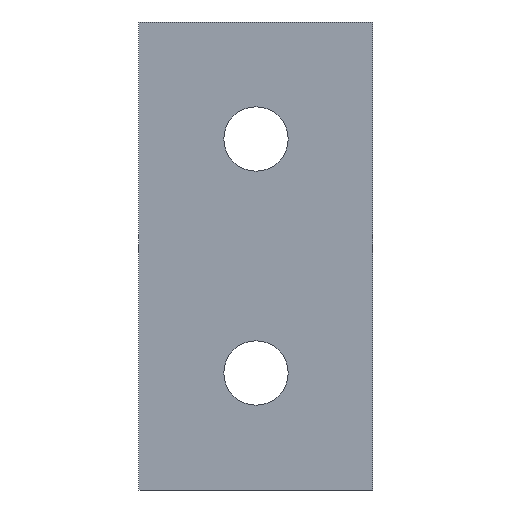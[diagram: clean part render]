
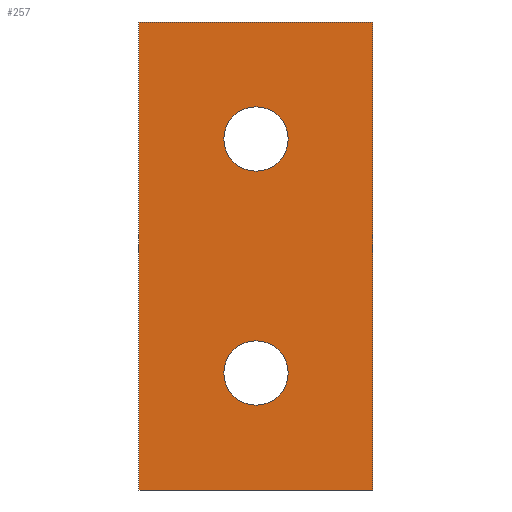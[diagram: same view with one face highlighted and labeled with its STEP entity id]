
A CAD part, front view. The second image highlights one B-rep face of the part: STEP entity #257.
In plain terms, the highlighted planar face has unit normal (0, -1, 0).
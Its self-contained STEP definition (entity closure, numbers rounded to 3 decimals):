
#17=FACE_BOUND('',#54,.T.);
#18=FACE_BOUND('',#55,.T.);
#27=PLANE('',#301);
#39=FACE_OUTER_BOUND('',#53,.T.);
#53=EDGE_LOOP('',(#219,#220,#221,#222));
#54=EDGE_LOOP('',(#223,#224));
#55=EDGE_LOOP('',(#225,#226));
#71=LINE('',#422,#93);
#76=LINE('',#431,#98);
#78=LINE('',#435,#100);
#82=LINE('',#442,#104);
#93=VECTOR('',#351,10.);
#98=VECTOR('',#358,10.);
#100=VECTOR('',#362,10.);
#104=VECTOR('',#368,10.);
#113=CIRCLE('',#290,2.75);
#114=CIRCLE('',#291,2.75);
#116=CIRCLE('',#294,2.75);
#117=CIRCLE('',#295,2.75);
#125=VERTEX_POINT('',#395);
#126=VERTEX_POINT('',#396);
#128=VERTEX_POINT('',#403);
#129=VERTEX_POINT('',#404);
#135=VERTEX_POINT('',#420);
#136=VERTEX_POINT('',#421);
#139=VERTEX_POINT('',#430);
#140=VERTEX_POINT('',#434);
#151=EDGE_CURVE('',#125,#126,#113,.T.);
#152=EDGE_CURVE('',#126,#125,#114,.T.);
#155=EDGE_CURVE('',#128,#129,#116,.T.);
#156=EDGE_CURVE('',#129,#128,#117,.T.);
#163=EDGE_CURVE('',#135,#136,#71,.T.);
#168=EDGE_CURVE('',#136,#139,#76,.T.);
#170=EDGE_CURVE('',#139,#140,#78,.T.);
#174=EDGE_CURVE('',#140,#135,#82,.T.);
#219=ORIENTED_EDGE('',*,*,#174,.F.);
#220=ORIENTED_EDGE('',*,*,#170,.F.);
#221=ORIENTED_EDGE('',*,*,#168,.F.);
#222=ORIENTED_EDGE('',*,*,#163,.F.);
#223=ORIENTED_EDGE('',*,*,#151,.T.);
#224=ORIENTED_EDGE('',*,*,#152,.T.);
#225=ORIENTED_EDGE('',*,*,#155,.T.);
#226=ORIENTED_EDGE('',*,*,#156,.T.);
#257=ADVANCED_FACE('',(#39,#17,#18),#27,.T.);
#290=AXIS2_PLACEMENT_3D('',#397,#327,#328);
#291=AXIS2_PLACEMENT_3D('',#398,#329,#330);
#294=AXIS2_PLACEMENT_3D('',#405,#336,#337);
#295=AXIS2_PLACEMENT_3D('',#406,#338,#339);
#301=AXIS2_PLACEMENT_3D('',#441,#366,#367);
#327=DIRECTION('center_axis',(0.,1.,0.));
#328=DIRECTION('ref_axis',(1.,0.,0.));
#329=DIRECTION('center_axis',(0.,1.,0.));
#330=DIRECTION('ref_axis',(1.,0.,0.));
#336=DIRECTION('center_axis',(0.,1.,0.));
#337=DIRECTION('ref_axis',(1.,0.,0.));
#338=DIRECTION('center_axis',(0.,1.,0.));
#339=DIRECTION('ref_axis',(1.,0.,0.));
#351=DIRECTION('',(-1.,0.,0.));
#358=DIRECTION('',(0.,0.,1.));
#362=DIRECTION('',(1.,0.,0.));
#366=DIRECTION('center_axis',(0.,-1.,0.));
#367=DIRECTION('ref_axis',(1.,0.,0.));
#368=DIRECTION('',(0.,0.,-1.));
#395=CARTESIAN_POINT('',(-7.25,0.,-10.));
#396=CARTESIAN_POINT('',(-12.75,0.,-10.));
#397=CARTESIAN_POINT('Origin',(-10.,0.,-10.));
#398=CARTESIAN_POINT('Origin',(-10.,0.,-10.));
#403=CARTESIAN_POINT('',(-7.25,0.,10.));
#404=CARTESIAN_POINT('',(-12.75,0.,10.));
#405=CARTESIAN_POINT('Origin',(-10.,0.,10.));
#406=CARTESIAN_POINT('Origin',(-10.,0.,10.));
#420=CARTESIAN_POINT('',(0.,0.,-20.));
#421=CARTESIAN_POINT('',(-20.,0.,-20.));
#422=CARTESIAN_POINT('',(-3.,0.,-20.));
#430=CARTESIAN_POINT('',(-20.,0.,20.));
#431=CARTESIAN_POINT('',(-20.,0.,0.));
#434=CARTESIAN_POINT('',(0.,0.,20.));
#435=CARTESIAN_POINT('',(-20.,0.,20.));
#441=CARTESIAN_POINT('Origin',(-3.,0.,0.));
#442=CARTESIAN_POINT('',(0.,0.,0.));
